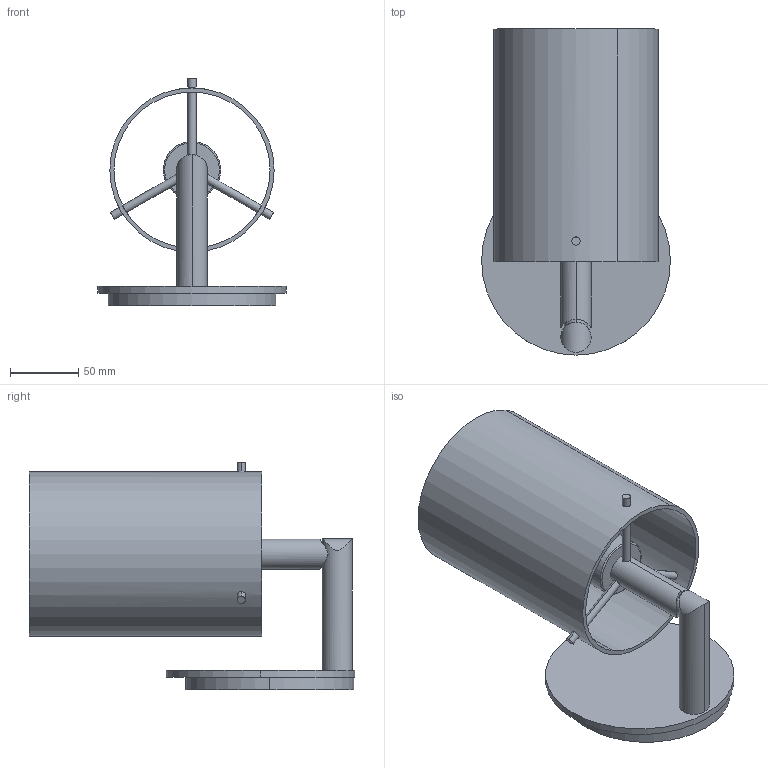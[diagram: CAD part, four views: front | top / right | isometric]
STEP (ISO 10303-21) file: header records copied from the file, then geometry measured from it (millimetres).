
FILE_DESCRIPTION((''),'2;1');
FILE_NAME('0281','2021-06-15T14:07:24',('jinson.thomas'),(''),'CREO PARAMETRIC BY PTC INC, 2018400','CREO PARAMETRIC BY PTC INC, 2018400','');
FILE_SCHEMA(('CONFIG_CONTROL_DESIGN'));
Length unit declared in the file: inch
Products named in the file (1): 0281
Bounding box: 137.92 x 238 x 166.01 mm (x, y, z)
Volume: 476106.5 mm3; surface area: 195512.9 mm2
Topology: 1 solids, 1 shells, 60 faces, 132 edges, 87 vertices
Faces by surface type: cylinder 42, plane 16, torus 2
Entity records: 2345 total; most frequent: CARTESIAN_POINT 960, DIRECTION 282, ORIENTED_EDGE 264, EDGE_CURVE 132, AXIS2_PLACEMENT_3D 120, VERTEX_POINT 87, EDGE_LOOP 79, FACE_OUTER_BOUND 60
